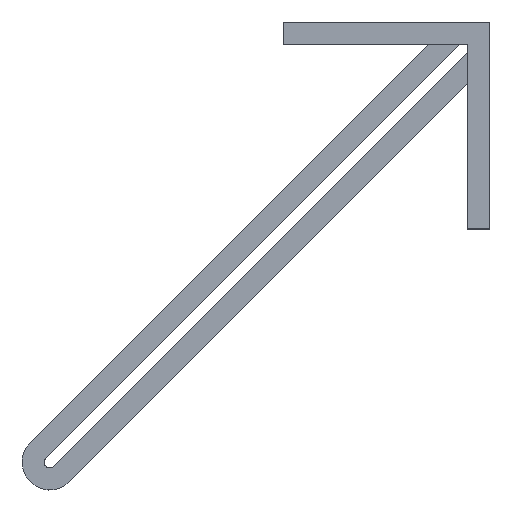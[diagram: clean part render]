
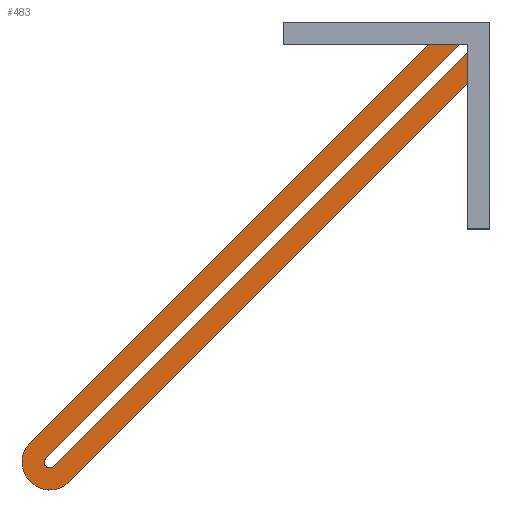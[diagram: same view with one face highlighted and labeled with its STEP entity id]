
A CAD part, top view. The second image highlights one B-rep face of the part: STEP entity #483.
In plain terms, the highlighted planar face has unit normal (0, 0, 1).
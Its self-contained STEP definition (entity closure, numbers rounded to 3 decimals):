
#5 = PLANE ( 'NONE',  #593 ) ;
#35 = CARTESIAN_POINT ( 'NONE',  ( -0.53, 0.53, 1.5 ) ) ;
#37 = DIRECTION ( 'NONE',  ( 0.707, 0.707, 0. ) ) ;
#56 = CARTESIAN_POINT ( 'NONE',  ( -56.569, -56.569, 1.5 ) ) ;
#69 = EDGE_CURVE ( 'NONE', #410, #484, #470, .T. ) ;
#71 = CARTESIAN_POINT ( 'NONE',  ( -5.303, 0., 1.5 ) ) ;
#84 = CARTESIAN_POINT ( 'NONE',  ( -56.038, -57.099, 1.5 ) ) ;
#87 = CARTESIAN_POINT ( 'NONE',  ( 0., 0., 1.5 ) ) ;
#102 = EDGE_CURVE ( 'NONE', #420, #234, #463, .T. ) ;
#103 = EDGE_CURVE ( 'NONE', #510, #419, #409, .T. ) ;
#108 = LINE ( 'NONE', #35, #225 ) ;
#110 = CARTESIAN_POINT ( 'NONE',  ( 0.53, -0.53, 1.5 ) ) ;
#119 = AXIS2_PLACEMENT_3D ( 'NONE', #589, #533, #478 ) ;
#125 = ORIENTED_EDGE ( 'NONE', *, *, #469, .T. ) ;
#133 = ORIENTED_EDGE ( 'NONE', *, *, #396, .F. ) ;
#134 = FACE_OUTER_BOUND ( 'NONE', #453, .T. ) ;
#137 = CARTESIAN_POINT ( 'NONE',  ( -57.099, -56.038, 1.5 ) ) ;
#139 = CARTESIAN_POINT ( 'NONE',  ( 0., -5.303, 1.5 ) ) ;
#142 = EDGE_CURVE ( 'NONE', #484, #234, #341, .T. ) ;
#166 = ORIENTED_EDGE ( 'NONE', *, *, #142, .F. ) ;
#179 = ORIENTED_EDGE ( 'NONE', *, *, #506, .T. ) ;
#182 = DIRECTION ( 'NONE',  ( 1., 0., 0. ) ) ;
#183 = CARTESIAN_POINT ( 'NONE',  ( 0., -1.061, 1.5 ) ) ;
#184 = VECTOR ( 'NONE', #37, 1000. ) ;
#198 = VECTOR ( 'NONE', #520, 1000. ) ;
#204 = CIRCLE ( 'NONE', #119, 0.75 ) ;
#209 = VERTEX_POINT ( 'NONE', #393 ) ;
#210 = AXIS2_PLACEMENT_3D ( 'NONE', #359, #347, #286 ) ;
#222 = DIRECTION ( 'NONE',  ( 1., 0., 0. ) ) ;
#223 = LINE ( 'NONE', #87, #310 ) ;
#225 = VECTOR ( 'NONE', #570, 1000. ) ;
#234 = VERTEX_POINT ( 'NONE', #482 ) ;
#240 = LINE ( 'NONE', #110, #184 ) ;
#246 = DIRECTION ( 'NONE',  ( 0., 0., -1. ) ) ;
#252 = CIRCLE ( 'NONE', #210, 0.75 ) ;
#273 = VECTOR ( 'NONE', #294, 1000. ) ;
#286 = DIRECTION ( 'NONE',  ( 1., 0., 0. ) ) ;
#294 = DIRECTION ( 'NONE',  ( 0., -1., 0. ) ) ;
#297 = VERTEX_POINT ( 'NONE', #84 ) ;
#301 = ORIENTED_EDGE ( 'NONE', *, *, #103, .F. ) ;
#306 = CARTESIAN_POINT ( 'NONE',  ( -57.319, -56.569, 1.5 ) ) ;
#309 = ORIENTED_EDGE ( 'NONE', *, *, #384, .T. ) ;
#310 = VECTOR ( 'NONE', #222, 1000. ) ;
#325 = ORIENTED_EDGE ( 'NONE', *, *, #382, .F. ) ;
#337 = VERTEX_POINT ( 'NONE', #137 ) ;
#341 = CIRCLE ( 'NONE', #546, 3.75 ) ;
#347 = DIRECTION ( 'NONE',  ( 0., 0., -1. ) ) ;
#353 = CARTESIAN_POINT ( 'NONE',  ( 0., 0., 1.5 ) ) ;
#359 = CARTESIAN_POINT ( 'NONE',  ( -56.569, -56.569, 1.5 ) ) ;
#377 = CARTESIAN_POINT ( 'NONE',  ( -60.319, -56.569, 1.5 ) ) ;
#382 = EDGE_CURVE ( 'NONE', #209, #337, #108, .T. ) ;
#384 = EDGE_CURVE ( 'NONE', #450, #337, #252, .T. ) ;
#391 = DIRECTION ( 'NONE',  ( 1., 0., 0. ) ) ;
#393 = CARTESIAN_POINT ( 'NONE',  ( -1.061, 0., 1.5 ) ) ;
#394 = ORIENTED_EDGE ( 'NONE', *, *, #69, .F. ) ;
#395 = ORIENTED_EDGE ( 'NONE', *, *, #102, .T. ) ;
#396 = EDGE_CURVE ( 'NONE', #420, #209, #223, .T. ) ;
#409 = LINE ( 'NONE', #353, #273 ) ;
#410 = VERTEX_POINT ( 'NONE', #497 ) ;
#419 = VERTEX_POINT ( 'NONE', #139 ) ;
#420 = VERTEX_POINT ( 'NONE', #71 ) ;
#435 = DIRECTION ( 'NONE',  ( 1., 0., 0. ) ) ;
#449 = DIRECTION ( 'NONE',  ( 0., 0., -1. ) ) ;
#450 = VERTEX_POINT ( 'NONE', #306 ) ;
#453 = EDGE_LOOP ( 'NONE', ( #394, #125, #301, #564, #179, #309, #325, #133, #395, #166 ) ) ;
#459 = CARTESIAN_POINT ( 'NONE',  ( 2.652, -2.652, 1.5 ) ) ;
#463 = LINE ( 'NONE', #578, #198 ) ;
#469 = EDGE_CURVE ( 'NONE', #410, #419, #571, .T. ) ;
#470 = CIRCLE ( 'NONE', #574, 3.75 ) ;
#478 = DIRECTION ( 'NONE',  ( 1., 0., 0. ) ) ;
#482 = CARTESIAN_POINT ( 'NONE',  ( -59.22, -53.917, 1.5 ) ) ;
#483 = ADVANCED_FACE ( 'NONE', ( #134 ), #5, .T. ) ;
#484 = VERTEX_POINT ( 'NONE', #377 ) ;
#490 = DIRECTION ( 'NONE',  ( 0., 0., 1. ) ) ;
#497 = CARTESIAN_POINT ( 'NONE',  ( -53.917, -59.22, 1.5 ) ) ;
#500 = DIRECTION ( 'NONE',  ( 0.707, 0.707, 0. ) ) ;
#501 = CARTESIAN_POINT ( 'NONE',  ( -56.569, -56.569, 1.5 ) ) ;
#506 = EDGE_CURVE ( 'NONE', #297, #450, #204, .T. ) ;
#510 = VERTEX_POINT ( 'NONE', #183 ) ;
#520 = DIRECTION ( 'NONE',  ( -0.707, -0.707, 0. ) ) ;
#533 = DIRECTION ( 'NONE',  ( 0., 0., -1. ) ) ;
#536 = VECTOR ( 'NONE', #500, 1000. ) ;
#546 = AXIS2_PLACEMENT_3D ( 'NONE', #501, #449, #391 ) ;
#547 = CARTESIAN_POINT ( 'NONE',  ( 0., 0., 1.5 ) ) ;
#564 = ORIENTED_EDGE ( 'NONE', *, *, #595, .F. ) ;
#570 = DIRECTION ( 'NONE',  ( -0.707, -0.707, 0. ) ) ;
#571 = LINE ( 'NONE', #459, #536 ) ;
#574 = AXIS2_PLACEMENT_3D ( 'NONE', #56, #246, #182 ) ;
#578 = CARTESIAN_POINT ( 'NONE',  ( -2.652, 2.652, 1.5 ) ) ;
#589 = CARTESIAN_POINT ( 'NONE',  ( -56.569, -56.569, 1.5 ) ) ;
#593 = AXIS2_PLACEMENT_3D ( 'NONE', #547, #490, #435 ) ;
#595 = EDGE_CURVE ( 'NONE', #297, #510, #240, .T. ) ;
